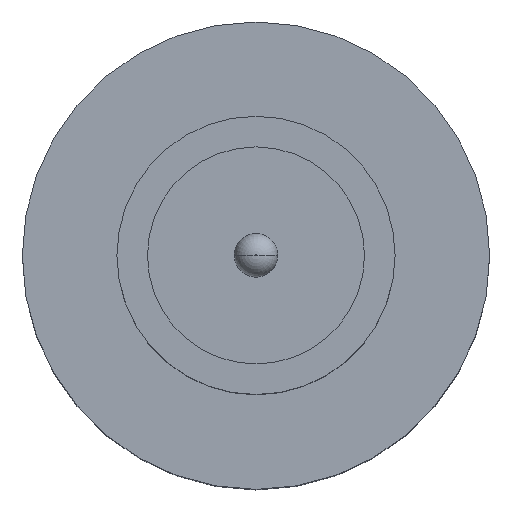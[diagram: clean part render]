
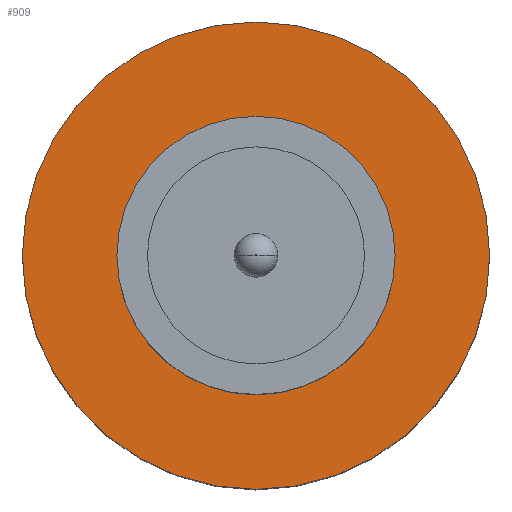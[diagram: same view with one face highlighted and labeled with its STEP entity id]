
A CAD part, top view. The second image highlights one B-rep face of the part: STEP entity #909.
In plain terms, the highlighted planar face has unit normal (0, 0, 1).
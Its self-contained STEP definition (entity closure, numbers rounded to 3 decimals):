
#4 = ORIENTED_EDGE ( 'NONE', *, *, #670, .F. ) ;
#34 = DIRECTION ( 'NONE',  ( 0., 0., 1. ) ) ;
#62 = CARTESIAN_POINT ( 'NONE',  ( 0., 0., 1.55 ) ) ;
#75 = DIRECTION ( 'NONE',  ( 1., 0., 0. ) ) ;
#119 = CARTESIAN_POINT ( 'NONE',  ( -1.25, 0., 1.55 ) ) ;
#146 = DIRECTION ( 'NONE',  ( 0., 0., 1. ) ) ;
#147 = CIRCLE ( 'NONE', #928, 2.1 ) ;
#150 = CARTESIAN_POINT ( 'NONE',  ( 1.25, 0., 1.55 ) ) ;
#190 = VERTEX_POINT ( 'NONE', #814 ) ;
#194 = AXIS2_PLACEMENT_3D ( 'NONE', #972, #34, #494 ) ;
#220 = CARTESIAN_POINT ( 'NONE',  ( 0., 0., 1.55 ) ) ;
#226 = DIRECTION ( 'NONE',  ( 1., 0., 0. ) ) ;
#264 = EDGE_LOOP ( 'NONE', ( #371, #446 ) ) ;
#269 = CARTESIAN_POINT ( 'NONE',  ( 2.1, 0., 1.55 ) ) ;
#316 = VERTEX_POINT ( 'NONE', #119 ) ;
#354 = CIRCLE ( 'NONE', #788, 1.25 ) ;
#363 = FACE_OUTER_BOUND ( 'NONE', #264, .T. ) ;
#365 = AXIS2_PLACEMENT_3D ( 'NONE', #845, #146, #923 ) ;
#371 = ORIENTED_EDGE ( 'NONE', *, *, #943, .T. ) ;
#427 = EDGE_CURVE ( 'NONE', #316, #934, #354, .T. ) ;
#446 = ORIENTED_EDGE ( 'NONE', *, *, #480, .T. ) ;
#474 = FACE_BOUND ( 'NONE', #901, .T. ) ;
#480 = EDGE_CURVE ( 'NONE', #673, #190, #706, .T. ) ;
#494 = DIRECTION ( 'NONE',  ( 1., 0., 0. ) ) ;
#511 = AXIS2_PLACEMENT_3D ( 'NONE', #948, #557, #616 ) ;
#557 = DIRECTION ( 'NONE',  ( 0., 0., 1. ) ) ;
#570 = CIRCLE ( 'NONE', #194, 1.25 ) ;
#607 = DIRECTION ( 'NONE',  ( 0., 0., 1. ) ) ;
#616 = DIRECTION ( 'NONE',  ( 1., 0., 0. ) ) ;
#621 = DIRECTION ( 'NONE',  ( 0., 0., 1. ) ) ;
#670 = EDGE_CURVE ( 'NONE', #934, #316, #570, .T. ) ;
#673 = VERTEX_POINT ( 'NONE', #269 ) ;
#687 = PLANE ( 'NONE',  #365 ) ;
#706 = CIRCLE ( 'NONE', #511, 2.1 ) ;
#788 = AXIS2_PLACEMENT_3D ( 'NONE', #62, #607, #226 ) ;
#797 = ORIENTED_EDGE ( 'NONE', *, *, #427, .F. ) ;
#814 = CARTESIAN_POINT ( 'NONE',  ( -2.1, 0., 1.55 ) ) ;
#845 = CARTESIAN_POINT ( 'NONE',  ( 0., 0., 1.55 ) ) ;
#901 = EDGE_LOOP ( 'NONE', ( #4, #797 ) ) ;
#909 = ADVANCED_FACE ( 'NONE', ( #474, #363 ), #687, .T. ) ;
#923 = DIRECTION ( 'NONE',  ( 1., 0., 0. ) ) ;
#928 = AXIS2_PLACEMENT_3D ( 'NONE', #220, #621, #75 ) ;
#934 = VERTEX_POINT ( 'NONE', #150 ) ;
#943 = EDGE_CURVE ( 'NONE', #190, #673, #147, .T. ) ;
#948 = CARTESIAN_POINT ( 'NONE',  ( 0., 0., 1.55 ) ) ;
#972 = CARTESIAN_POINT ( 'NONE',  ( 0., 0., 1.55 ) ) ;
